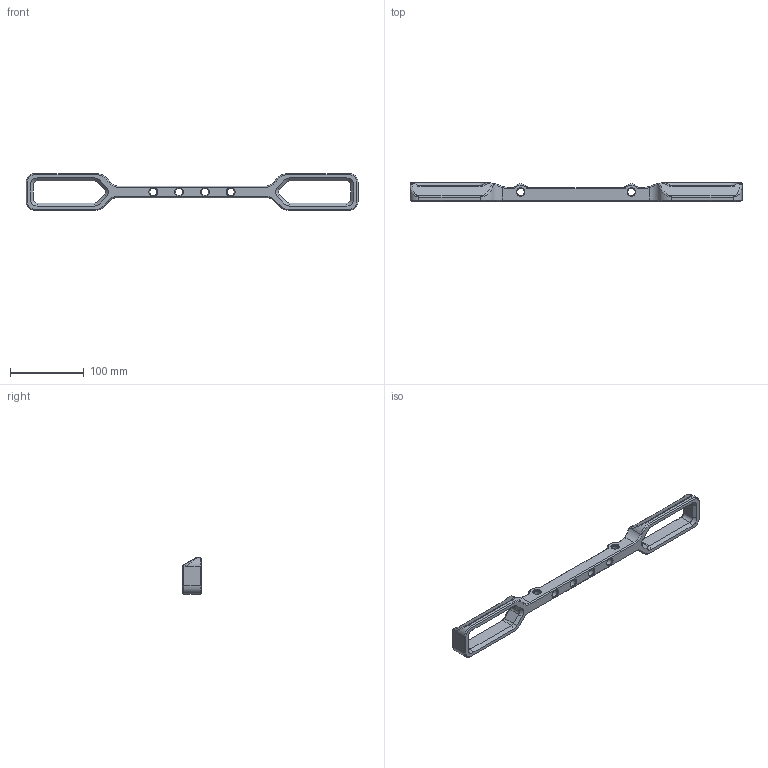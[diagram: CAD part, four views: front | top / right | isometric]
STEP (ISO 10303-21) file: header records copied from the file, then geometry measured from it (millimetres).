
FILE_DESCRIPTION(/* description */ (''),/* implementation_level */ '2;1');
FILE_NAME(/* name */ 'Support_ceinture_v1.stp',/* time_stamp */ '2023-04-05T22:56:36+02:00',/* author */ ('Nous'),/* organization */ (''),/* preprocessor_version */ 'ST-DEVELOPER v17',/* originating_system */ 'Autodesk Inventor 2019',/* authorisation */ '');
FILE_SCHEMA (('AUTOMOTIVE_DESIGN { 1 0 10303 214 3 1 1 }'));
Length unit declared in the file: millimetre
Products named in the file (1): Support_ceinture_v1
Bounding box: 450 x 25 x 50 mm (x, y, z)
Volume: 167254 mm3; surface area: 49180.2 mm2
Topology: 1 solids, 1 shells, 419 faces, 1048 edges, 651 vertices
Faces by surface type: plane 173, bspline 112, cone 74, cylinder 60
Full cylindrical faces by diameter (mm): 10 x4, 10.3 x6, 13.2 x4
Entity records: 13803 total; most frequent: CARTESIAN_POINT 4393, ORIENTED_EDGE 2096, DIRECTION 1639, EDGE_CURVE 1048, VERTEX_POINT 651, LINE 621, VECTOR 621, AXIS2_PLACEMENT_3D 509
